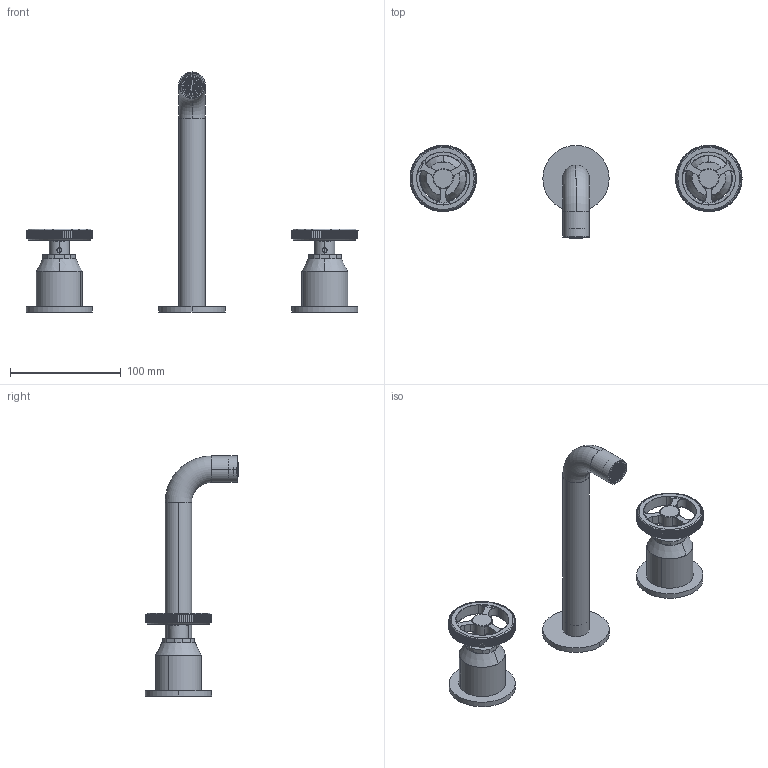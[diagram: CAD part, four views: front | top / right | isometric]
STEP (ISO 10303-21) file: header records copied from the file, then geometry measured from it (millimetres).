
FILE_DESCRIPTION (( 'STEP AP203' ), '1' );
FILE_NAME ('33036.STEP', '2026-01-19T14:02:53', ( '' ), ( '' ), 'SwSTEP 2.0', 'SolidWorks 2018', '' );
FILE_SCHEMA (( 'CONFIG_CONTROL_DESIGN' ));
Length unit declared in the file: millimetre
Products named in the file (8): 912; maniglia_5; contenitore cart. diam.35; 33036; ghiera premicartuccia incassio; 910; areatore codolo lavabo doccia shutt-off_2; 945
Assembly tree (11 placements, depth 2):
  33036
    910
    contenitore cart. diam.35  x2
    912  x2
    ghiera premicartuccia incassio  x2
    maniglia_5  x2
    945
    areatore codolo lavabo doccia shutt-off_2
Bounding box: 299.99 x 84.64 x 216.99 mm (x, y, z)
Volume: 192127.1 mm3; surface area: 95683.2 mm2
Topology: 12 solids, 12 shells, 1008 faces, 2738 edges, 1787 vertices
Faces by surface type: cylinder 540, cone 220, plane 168, torus 60, sphere 12, bspline 8
Entity records: 24660 total; most frequent: CARTESIAN_POINT 8100, DIRECTION 3468, ORIENTED_EDGE 3268, EDGE_CURVE 1634, AXIS2_PLACEMENT_3D 1556, VERTEX_POINT 1074, CIRCLE 925, EDGE_LOOP 686
